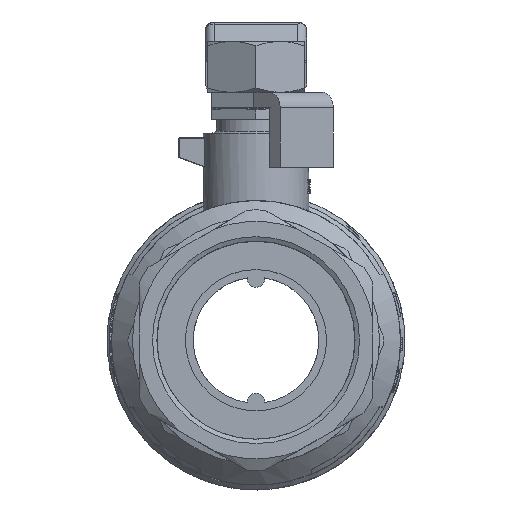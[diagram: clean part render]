
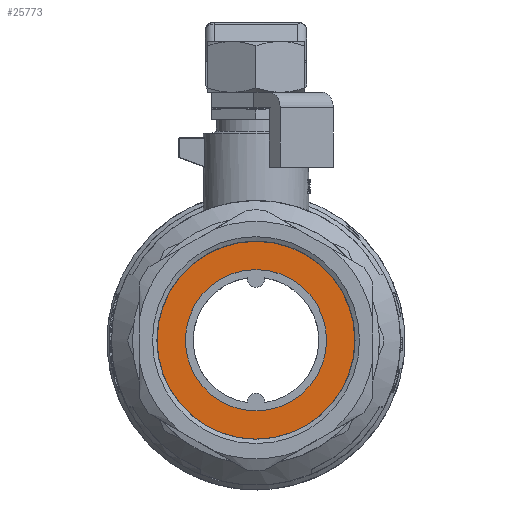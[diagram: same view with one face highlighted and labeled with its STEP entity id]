
A CAD part, top view. The second image highlights one B-rep face of the part: STEP entity #25773.
In plain terms, the highlighted face is planar.
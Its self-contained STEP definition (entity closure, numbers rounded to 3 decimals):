
#13018=ORIENTED_EDGE('',*,*,#16864,.T.);
#13019=ORIENTED_EDGE('',*,*,#16866,.F.);
#16864=EDGE_CURVE('',#19450,#19450,#19934,.T.);
#16866=EDGE_CURVE('',#19452,#19452,#19936,.T.);
#19450=VERTEX_POINT('',#59892);
#19452=VERTEX_POINT('',#59897);
#19934=CIRCLE('',#38179,16.);
#19936=CIRCLE('',#38182,22.4);
#21543=EDGE_LOOP('',(#13018));
#21544=EDGE_LOOP('',(#13019));
#23152=FACE_BOUND('',#21543,.T.);
#23153=FACE_BOUND('',#21544,.T.);
#24336=PLANE('',#38184);
#25773=ADVANCED_FACE('',(#23152,#23153),#24336,.F.);
#38179=AXIS2_PLACEMENT_3D('',#59891,#46814,#46815);
#38182=AXIS2_PLACEMENT_3D('',#59896,#46820,#46821);
#38184=AXIS2_PLACEMENT_3D('',#59899,#46824,#46825);
#46814=DIRECTION('',(0.,1.,0.));
#46815=DIRECTION('',(1.,0.,0.));
#46820=DIRECTION('',(0.,1.,0.));
#46821=DIRECTION('',(1.,0.,0.));
#46824=DIRECTION('',(0.,1.,0.));
#46825=DIRECTION('',(0.,0.,1.));
#59891=CARTESIAN_POINT('',(0.,0.,0.));
#59892=CARTESIAN_POINT('',(16.,0.,0.));
#59896=CARTESIAN_POINT('',(0.,0.,0.));
#59897=CARTESIAN_POINT('',(22.4,0.,0.));
#59899=CARTESIAN_POINT('',(0.,0.,0.));
